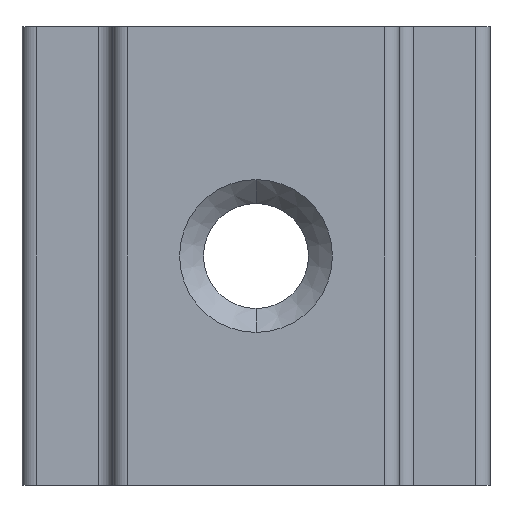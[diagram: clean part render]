
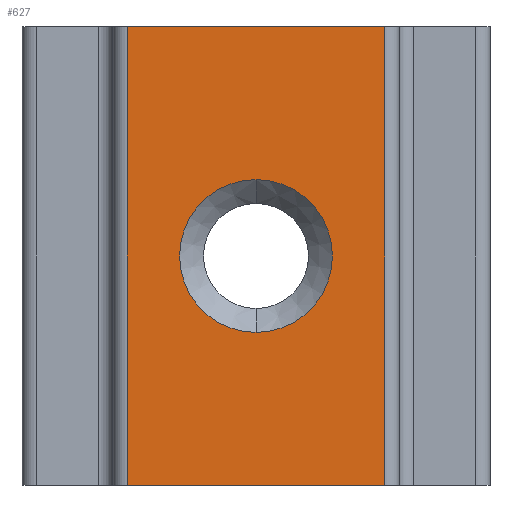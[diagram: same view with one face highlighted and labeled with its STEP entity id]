
A CAD part, front view. The second image highlights one B-rep face of the part: STEP entity #627.
In plain terms, the highlighted planar face has unit normal (0, -1, 0).
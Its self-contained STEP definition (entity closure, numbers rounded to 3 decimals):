
#24 = LINE ( 'NONE', #503, #148 ) ;
#42 = LINE ( 'NONE', #195, #481 ) ;
#44 = DIRECTION ( 'NONE',  ( 0., 1., 0. ) ) ;
#48 = EDGE_LOOP ( 'NONE', ( #892, #669 ) ) ;
#148 = VECTOR ( 'NONE', #491, 1000. ) ;
#158 = CARTESIAN_POINT ( 'NONE',  ( 2.7, 0., 0. ) ) ;
#164 = VECTOR ( 'NONE', #543, 1000. ) ;
#179 = CARTESIAN_POINT ( 'NONE',  ( 2.7, 0., 9.6 ) ) ;
#182 = EDGE_CURVE ( 'NONE', #937, #801, #395, .T. ) ;
#195 = CARTESIAN_POINT ( 'NONE',  ( -3., 0., 9.6 ) ) ;
#208 = VERTEX_POINT ( 'NONE', #618 ) ;
#225 = CARTESIAN_POINT ( 'NONE',  ( -3., 0., 9.6 ) ) ;
#236 = VECTOR ( 'NONE', #608, 1000. ) ;
#244 = CARTESIAN_POINT ( 'NONE',  ( -2.7, 0., 0. ) ) ;
#249 = VERTEX_POINT ( 'NONE', #706 ) ;
#263 = CARTESIAN_POINT ( 'NONE',  ( 0., 0., 4.8 ) ) ;
#267 = ORIENTED_EDGE ( 'NONE', *, *, #541, .T. ) ;
#268 = EDGE_CURVE ( 'NONE', #249, #830, #594, .T. ) ;
#302 = EDGE_CURVE ( 'NONE', #208, #801, #42, .T. ) ;
#335 = EDGE_CURVE ( 'NONE', #402, #937, #24, .T. ) ;
#343 = DIRECTION ( 'NONE',  ( 0., 0., 1. ) ) ;
#361 = LINE ( 'NONE', #453, #236 ) ;
#395 = LINE ( 'NONE', #179, #164 ) ;
#402 = VERTEX_POINT ( 'NONE', #244 ) ;
#422 = ORIENTED_EDGE ( 'NONE', *, *, #182, .T. ) ;
#453 = CARTESIAN_POINT ( 'NONE',  ( -2.7, 0., 9.6 ) ) ;
#481 = VECTOR ( 'NONE', #689, 1000. ) ;
#491 = DIRECTION ( 'NONE',  ( 1., 0., 0. ) ) ;
#496 = CARTESIAN_POINT ( 'NONE',  ( 2.7, 0., 9.6 ) ) ;
#503 = CARTESIAN_POINT ( 'NONE',  ( -3., 0., 0. ) ) ;
#504 = AXIS2_PLACEMENT_3D ( 'NONE', #225, #597, #881 ) ;
#505 = EDGE_CURVE ( 'NONE', #830, #249, #524, .T. ) ;
#524 = CIRCLE ( 'NONE', #596, 1.6 ) ;
#541 = EDGE_CURVE ( 'NONE', #208, #402, #361, .T. ) ;
#543 = DIRECTION ( 'NONE',  ( 0., 0., 1. ) ) ;
#577 = DIRECTION ( 'NONE',  ( 0., 0., 1. ) ) ;
#581 = EDGE_LOOP ( 'NONE', ( #759, #422, #768, #267 ) ) ;
#594 = CIRCLE ( 'NONE', #713, 1.6 ) ;
#596 = AXIS2_PLACEMENT_3D ( 'NONE', #263, #44, #343 ) ;
#597 = DIRECTION ( 'NONE',  ( 0., 1., 0. ) ) ;
#608 = DIRECTION ( 'NONE',  ( 0., 0., -1. ) ) ;
#618 = CARTESIAN_POINT ( 'NONE',  ( -2.7, 0., 9.6 ) ) ;
#627 = ADVANCED_FACE ( 'NONE', ( #661, #954 ), #813, .F. ) ;
#649 = CARTESIAN_POINT ( 'NONE',  ( 0., 0., 3.2 ) ) ;
#661 = FACE_BOUND ( 'NONE', #48, .T. ) ;
#669 = ORIENTED_EDGE ( 'NONE', *, *, #268, .T. ) ;
#689 = DIRECTION ( 'NONE',  ( 1., 0., 0. ) ) ;
#706 = CARTESIAN_POINT ( 'NONE',  ( 0., 0., 6.4 ) ) ;
#713 = AXIS2_PLACEMENT_3D ( 'NONE', #854, #847, #577 ) ;
#759 = ORIENTED_EDGE ( 'NONE', *, *, #335, .T. ) ;
#768 = ORIENTED_EDGE ( 'NONE', *, *, #302, .F. ) ;
#801 = VERTEX_POINT ( 'NONE', #496 ) ;
#813 = PLANE ( 'NONE',  #504 ) ;
#830 = VERTEX_POINT ( 'NONE', #649 ) ;
#847 = DIRECTION ( 'NONE',  ( 0., 1., 0. ) ) ;
#854 = CARTESIAN_POINT ( 'NONE',  ( 0., 0., 4.8 ) ) ;
#881 = DIRECTION ( 'NONE',  ( 0., 0., 1. ) ) ;
#892 = ORIENTED_EDGE ( 'NONE', *, *, #505, .T. ) ;
#937 = VERTEX_POINT ( 'NONE', #158 ) ;
#954 = FACE_OUTER_BOUND ( 'NONE', #581, .T. ) ;
